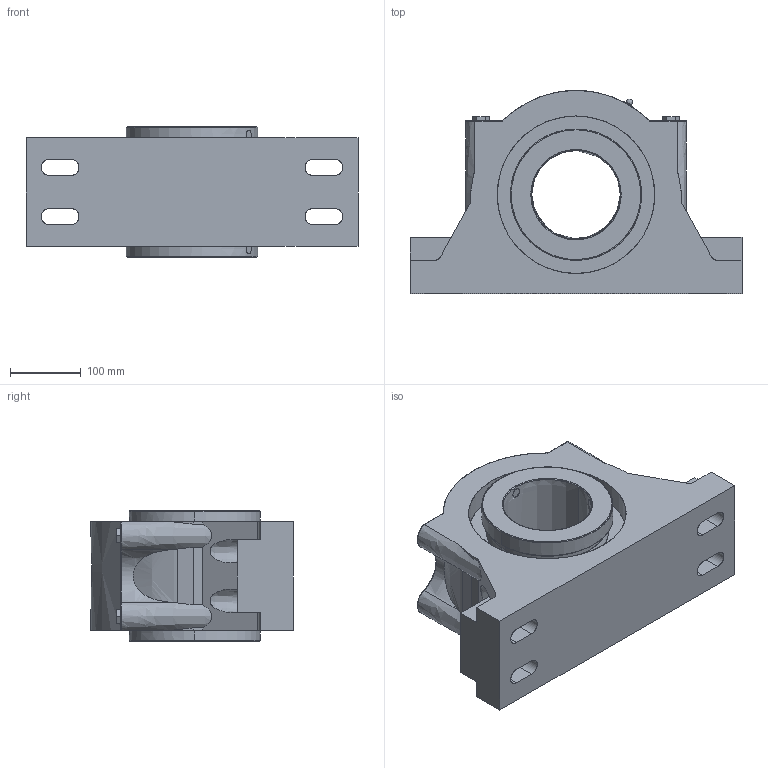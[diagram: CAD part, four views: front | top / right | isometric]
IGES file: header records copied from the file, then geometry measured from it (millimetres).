
Start section: SolidWorks IGES file using analytic representation for surfaces
Global section: file name: ERDEFAU1211945259619.igs; native system: SolidWorks 2010; preprocessor: SolidWorks 2010; author: partstream; date: 091211.094526; units: millimetre
Bounding box: 469.9 x 287.27 x 184.15 mm (x, y, z)
Surface area: 619541.1 mm2 (no closed solid volume)
Topology: 0 solids, 0 shells, 192 faces, 3907 edges, 3914 vertices
Faces by surface type: bspline 141, revolution 51
